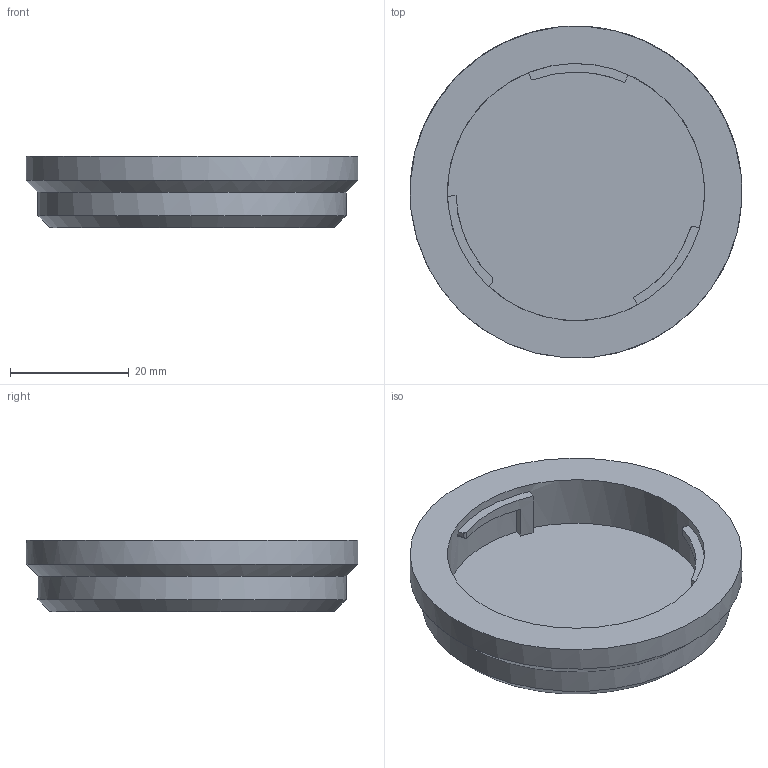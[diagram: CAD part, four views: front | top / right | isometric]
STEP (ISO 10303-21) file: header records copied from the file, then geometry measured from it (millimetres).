
FILE_DESCRIPTION(/* description */ (''),/* implementation_level */ '2;1');
FILE_NAME(/* name */ 'baseRearCap_fujiX',/* time_stamp */ '2023-12-05T16:34:16-05:00',/* author */ ('George Moua'),/* organization */ ('Archive 663'),/* preprocessor_version */ 'ST-DEVELOPER v16.7',/* originating_system */ 'Solid Edge',/* authorisation */ 'Unknown');
FILE_SCHEMA (('AUTOMOTIVE_DESIGN {1 0 10303 214 3 1 1}'));
Length unit declared in the file: millimetre
Products named in the file (3): mountLensBase; mountLensBase_fujiX_oa_0; baseRearCap_fujiX
Assembly tree (2 placements, depth 3):
  mountLensBase
    mountLensBase_fujiX_oa_0
      baseRearCap_fujiX
Bounding box: 55.99 x 55.95 x 12 mm (x, y, z)
Volume: 13440.1 mm3; surface area: 8098.3 mm2
Topology: 1 solids, 1 shells, 49 faces, 134 edges, 90 vertices
Faces by surface type: plane 30, cylinder 9, bspline 6, cone 4
Full cylindrical faces by diameter (mm): 43.4 x1, 52 x1, 56 x1
Entity records: 1757 total; most frequent: CARTESIAN_POINT 570, ORIENTED_EDGE 244, DIRECTION 203, EDGE_CURVE 122, VERTEX_POINT 85, AXIS2_PLACEMENT_3D 69, LINE 65, VECTOR 65
